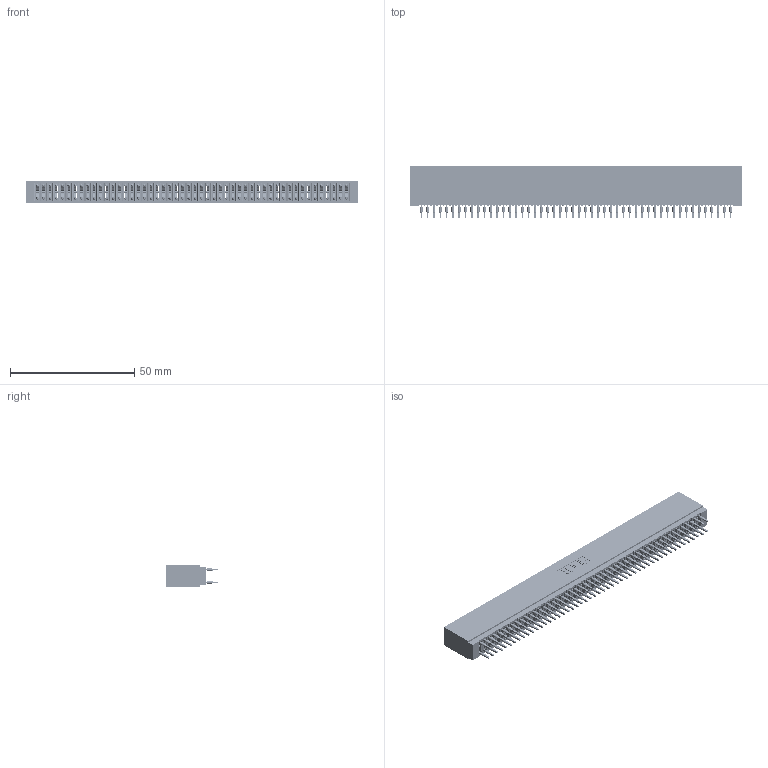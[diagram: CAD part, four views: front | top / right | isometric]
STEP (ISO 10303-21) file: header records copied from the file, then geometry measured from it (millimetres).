
FILE_DESCRIPTION (( 'STEP AP203' ), '1' );
FILE_NAME ('745-100-525-201.STEP', '2026-02-26T23:19:54', ( '' ), ( '' ), 'SwSTEP 2.0', 'SolidWorks 2023', '' );
FILE_SCHEMA (( 'CONFIG_CONTROL_DESIGN' ));
Length unit declared in the file: millimetre
Products named in the file (3): 745-100-525-201; 745 Part_Insulator Option - 01; 745-292-001_525
Assembly tree (101 placements, depth 2):
  745-100-525-201
    745 Part_Insulator Option - 01
    745-292-001_525  x100
Bounding box: 133.6 x 21.22 x 8.89 mm (x, y, z)
Volume: 11956.6 mm3; surface area: 24399.3 mm2
Topology: 101 solids, 101 shells, 9045 faces, 24308 edges, 15272 vertices
Faces by surface type: plane 4655, bspline 2000, cylinder 1790, torus 600
Entity records: 83084 total; most frequent: CARTESIAN_POINT 14911, ORIENTED_EDGE 14362, DIRECTION 12539, EDGE_CURVE 7181, VECTOR 6699, LINE 6699, VERTEX_POINT 4580, AXIS2_PLACEMENT_3D 2920
